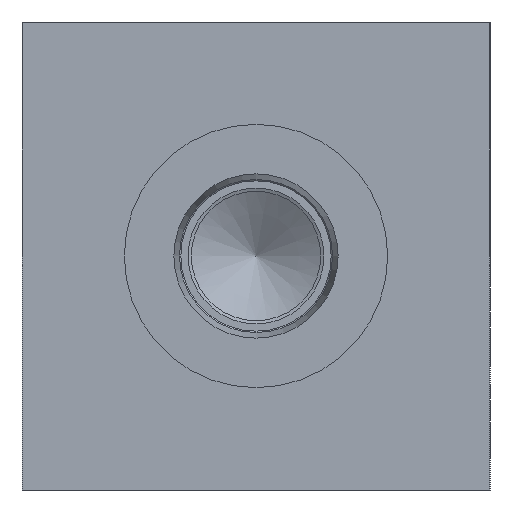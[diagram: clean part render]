
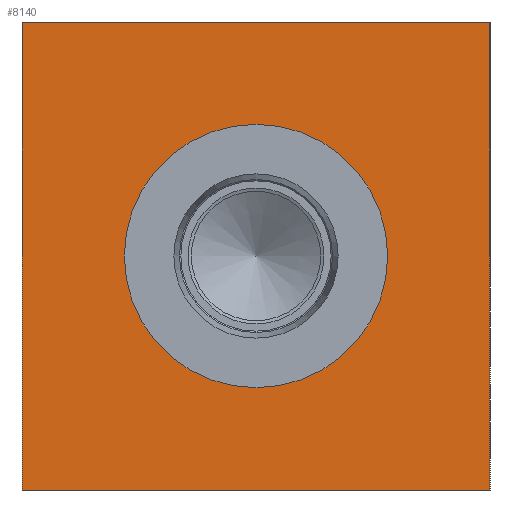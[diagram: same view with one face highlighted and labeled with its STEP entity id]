
A CAD part, left-side view. The second image highlights one B-rep face of the part: STEP entity #8140.
In plain terms, the highlighted planar face has unit normal (-1, 0, 0).
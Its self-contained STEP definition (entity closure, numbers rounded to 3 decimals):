
#250=CIRCLE('',#8617,12.51);
#251=CIRCLE('',#8618,12.51);
#309=FACE_BOUND('',#1433,.T.);
#545=PLANE('',#8631);
#964=FACE_OUTER_BOUND('',#1432,.T.);
#1432=EDGE_LOOP('',(#7265,#7266,#7267,#7268));
#1433=EDGE_LOOP('',(#7269,#7270));
#1728=LINE('',#12641,#2471);
#2184=LINE('',#14060,#2927);
#2185=LINE('',#14061,#2928);
#2186=LINE('',#14062,#2929);
#2471=VECTOR('',#9056,10.);
#2927=VECTOR('',#10318,10.);
#2928=VECTOR('',#10319,10.);
#2929=VECTOR('',#10320,10.);
#3475=VERTEX_POINT('',#12634);
#3478=VERTEX_POINT('',#12639);
#3899=VERTEX_POINT('',#14029);
#3900=VERTEX_POINT('',#14030);
#3909=VERTEX_POINT('',#14058);
#3910=VERTEX_POINT('',#14059);
#4396=EDGE_CURVE('',#3478,#3475,#1728,.T.);
#5022=EDGE_CURVE('',#3899,#3900,#250,.T.);
#5023=EDGE_CURVE('',#3900,#3899,#251,.T.);
#5036=EDGE_CURVE('',#3909,#3910,#2184,.T.);
#5037=EDGE_CURVE('',#3910,#3475,#2185,.T.);
#5038=EDGE_CURVE('',#3909,#3478,#2186,.T.);
#7265=ORIENTED_EDGE('',*,*,#5036,.T.);
#7266=ORIENTED_EDGE('',*,*,#5037,.T.);
#7267=ORIENTED_EDGE('',*,*,#4396,.F.);
#7268=ORIENTED_EDGE('',*,*,#5038,.F.);
#7269=ORIENTED_EDGE('',*,*,#5022,.T.);
#7270=ORIENTED_EDGE('',*,*,#5023,.T.);
#8140=ADVANCED_FACE('',(#964,#309),#545,.T.);
#8617=AXIS2_PLACEMENT_3D('',#14031,#10284,#10285);
#8618=AXIS2_PLACEMENT_3D('',#14032,#10286,#10287);
#8631=AXIS2_PLACEMENT_3D('',#14057,#10316,#10317);
#9056=DIRECTION('',(0.,-1.,0.));
#10284=DIRECTION('center_axis',(1.,0.,0.));
#10285=DIRECTION('ref_axis',(0.,0.,1.));
#10286=DIRECTION('center_axis',(1.,0.,0.));
#10287=DIRECTION('ref_axis',(0.,0.,1.));
#10316=DIRECTION('center_axis',(-1.,0.,0.));
#10317=DIRECTION('ref_axis',(0.,-1.,0.));
#10318=DIRECTION('',(0.,-1.,0.));
#10319=DIRECTION('',(0.,0.,1.));
#10320=DIRECTION('',(0.,0.,1.));
#12634=CARTESIAN_POINT('',(0.,0.,44.45));
#12639=CARTESIAN_POINT('',(0.,44.45,44.45));
#12641=CARTESIAN_POINT('',(0.,44.45,44.45));
#14029=CARTESIAN_POINT('',(0.,22.225,34.735));
#14030=CARTESIAN_POINT('',(0.,22.225,9.716));
#14031=CARTESIAN_POINT('Origin',(0.,22.225,22.225));
#14032=CARTESIAN_POINT('Origin',(0.,22.225,22.225));
#14057=CARTESIAN_POINT('Origin',(0.,44.45,0.));
#14058=CARTESIAN_POINT('',(0.,44.45,0.));
#14059=CARTESIAN_POINT('',(0.,0.,0.));
#14060=CARTESIAN_POINT('',(0.,44.45,0.));
#14061=CARTESIAN_POINT('',(0.,0.,0.));
#14062=CARTESIAN_POINT('',(0.,44.45,0.));
